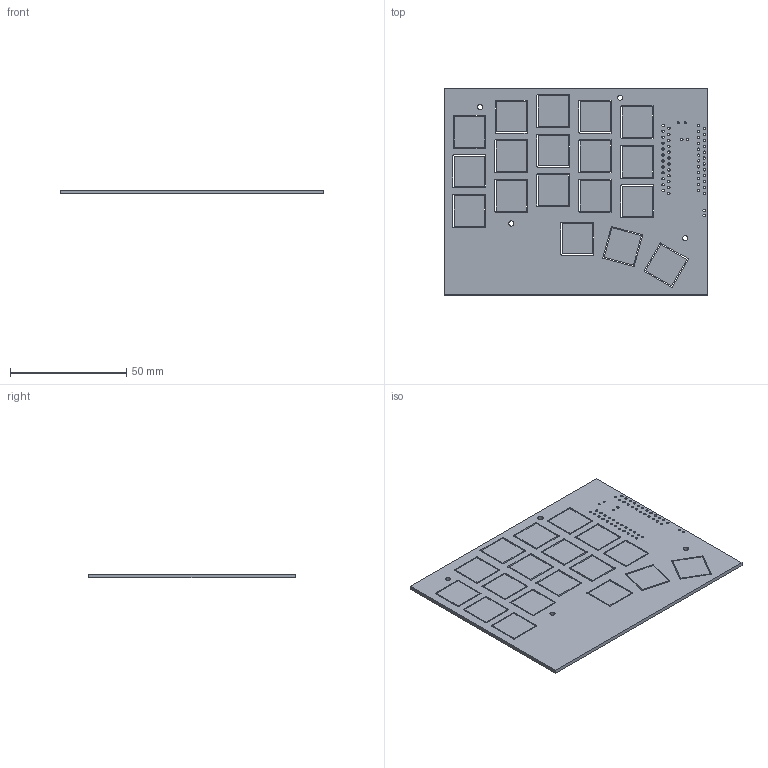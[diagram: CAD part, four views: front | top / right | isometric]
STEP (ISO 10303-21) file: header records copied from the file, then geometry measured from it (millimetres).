
FILE_DESCRIPTION(('KiCad electronic assembly'),'2;1');
FILE_NAME('chocowi36-plate.step','2024-09-03T10:58:04',('Pcbnew'),( 'Kicad'),'Open CASCADE STEP processor 7.7','KiCad to STEP converter' ,'Unknown');
FILE_SCHEMA(('AUTOMOTIVE_DESIGN { 1 0 10303 214 1 1 1 1 }'));
Length unit declared in the file: millimetre
Products named in the file (2): chocowi36-plate 1; plate_PCB
Assembly tree (1 placements, depth 2):
  chocowi36-plate 1
    plate_PCB
Bounding box: 113.12 x 88.44 x 1.6 mm (x, y, z)
Volume: 15123.2 mm3; surface area: 22975.1 mm2
Topology: 19 solids, 19 shells, 388 faces, 1050 edges, 700 vertices
Faces by surface type: cylinder 202, plane 186
Full cylindrical faces by diameter (mm): 0.8 x2, 1 x52, 2.2 x4
Entity records: 12769 total; most frequent: DIRECTION 2234, CARTESIAN_POINT 2140, ORIENTED_EDGE 2100, EDGE_CURVE 1050, AXIS2_PLACEMENT_3D 794, VERTEX_POINT 700, LINE 646, VECTOR 646
